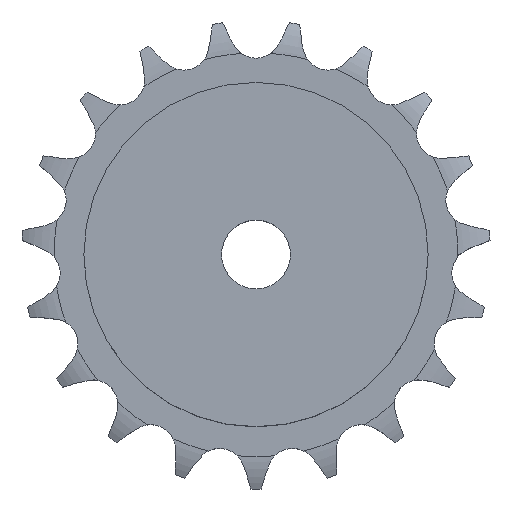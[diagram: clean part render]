
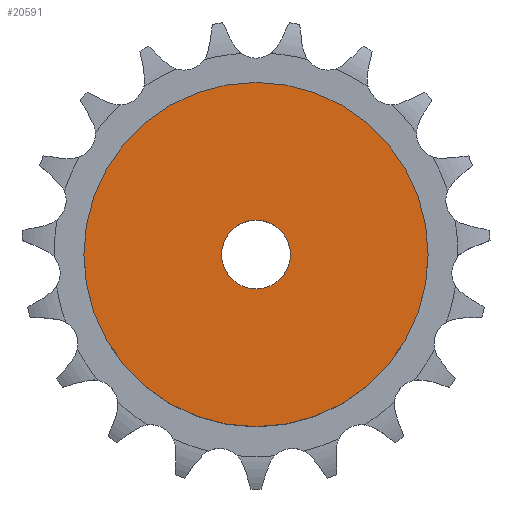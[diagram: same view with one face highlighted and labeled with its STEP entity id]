
A CAD part, top view. The second image highlights one B-rep face of the part: STEP entity #20591.
In plain terms, the highlighted planar face has unit normal (0, 0, 1).
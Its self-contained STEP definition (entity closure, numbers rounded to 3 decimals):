
#2811 = CYLINDRICAL_SURFACE('',#2812,30.);
#2812 = AXIS2_PLACEMENT_3D('',#2813,#2814,#2815);
#2813 = CARTESIAN_POINT('',(0.,0.,0.));
#2814 = DIRECTION('',(-0.,-0.,-1.));
#2815 = DIRECTION('',(1.,0.,0.));
#13204 = VERTEX_POINT('',#13205);
#13205 = CARTESIAN_POINT('',(30.,0.,28.));
#13226 = EDGE_CURVE('',#13204,#13204,#13227,.T.);
#13227 = SURFACE_CURVE('',#13228,(#13233,#13240),.PCURVE_S1.);
#13228 = CIRCLE('',#13229,30.);
#13229 = AXIS2_PLACEMENT_3D('',#13230,#13231,#13232);
#13230 = CARTESIAN_POINT('',(0.,0.,28.));
#13231 = DIRECTION('',(0.,0.,1.));
#13232 = DIRECTION('',(1.,0.,0.));
#13233 = PCURVE('',#2811,#13234);
#13234 = DEFINITIONAL_REPRESENTATION('',(#13235),#13239);
#13235 = LINE('',#13236,#13237);
#13236 = CARTESIAN_POINT('',(-0.,-28.));
#13237 = VECTOR('',#13238,1.);
#13238 = DIRECTION('',(-1.,0.));
#13239 = ( GEOMETRIC_REPRESENTATION_CONTEXT(2) 
PARAMETRIC_REPRESENTATION_CONTEXT() REPRESENTATION_CONTEXT('2D SPACE',''
  ) );
#13240 = PCURVE('',#13241,#13246);
#13241 = PLANE('',#13242);
#13242 = AXIS2_PLACEMENT_3D('',#13243,#13244,#13245);
#13243 = CARTESIAN_POINT('',(0.,0.,28.)
  );
#13244 = DIRECTION('',(0.,0.,1.));
#13245 = DIRECTION('',(1.,0.,0.));
#13246 = DEFINITIONAL_REPRESENTATION('',(#13247),#13251);
#13247 = CIRCLE('',#13248,30.);
#13248 = AXIS2_PLACEMENT_2D('',#13249,#13250);
#13249 = CARTESIAN_POINT('',(0.,0.));
#13250 = DIRECTION('',(1.,0.));
#13251 = ( GEOMETRIC_REPRESENTATION_CONTEXT(2) 
PARAMETRIC_REPRESENTATION_CONTEXT() REPRESENTATION_CONTEXT('2D SPACE',''
  ) );
#17538 = CYLINDRICAL_SURFACE('',#17539,6.);
#17539 = AXIS2_PLACEMENT_3D('',#17540,#17541,#17542);
#17540 = CARTESIAN_POINT('',(0.,0.,130.433));
#17541 = DIRECTION('',(0.,0.,1.));
#17542 = DIRECTION('',(1.,0.,0.));
#20591 = ADVANCED_FACE('',(#20592,#20595),#13241,.T.);
#20592 = FACE_BOUND('',#20593,.T.);
#20593 = EDGE_LOOP('',(#20594));
#20594 = ORIENTED_EDGE('',*,*,#13226,.T.);
#20595 = FACE_BOUND('',#20596,.T.);
#20596 = EDGE_LOOP('',(#20597));
#20597 = ORIENTED_EDGE('',*,*,#20598,.F.);
#20598 = EDGE_CURVE('',#20599,#20599,#20601,.T.);
#20599 = VERTEX_POINT('',#20600);
#20600 = CARTESIAN_POINT('',(6.,0.,28.));
#20601 = SURFACE_CURVE('',#20602,(#20607,#20614),.PCURVE_S1.);
#20602 = CIRCLE('',#20603,6.);
#20603 = AXIS2_PLACEMENT_3D('',#20604,#20605,#20606);
#20604 = CARTESIAN_POINT('',(0.,0.,28.));
#20605 = DIRECTION('',(0.,0.,1.));
#20606 = DIRECTION('',(1.,0.,0.));
#20607 = PCURVE('',#13241,#20608);
#20608 = DEFINITIONAL_REPRESENTATION('',(#20609),#20613);
#20609 = CIRCLE('',#20610,6.);
#20610 = AXIS2_PLACEMENT_2D('',#20611,#20612);
#20611 = CARTESIAN_POINT('',(0.,0.));
#20612 = DIRECTION('',(1.,0.));
#20613 = ( GEOMETRIC_REPRESENTATION_CONTEXT(2) 
PARAMETRIC_REPRESENTATION_CONTEXT() REPRESENTATION_CONTEXT('2D SPACE',''
  ) );
#20614 = PCURVE('',#17538,#20615);
#20615 = DEFINITIONAL_REPRESENTATION('',(#20616),#20620);
#20616 = LINE('',#20617,#20618);
#20617 = CARTESIAN_POINT('',(0.,-102.433));
#20618 = VECTOR('',#20619,1.);
#20619 = DIRECTION('',(1.,0.));
#20620 = ( GEOMETRIC_REPRESENTATION_CONTEXT(2) 
PARAMETRIC_REPRESENTATION_CONTEXT() REPRESENTATION_CONTEXT('2D SPACE',''
  ) );
